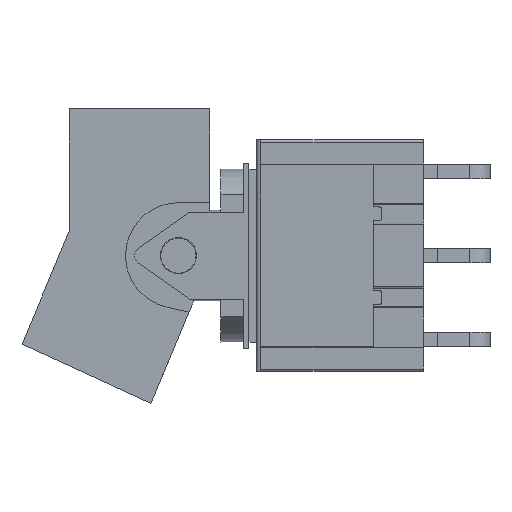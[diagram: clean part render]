
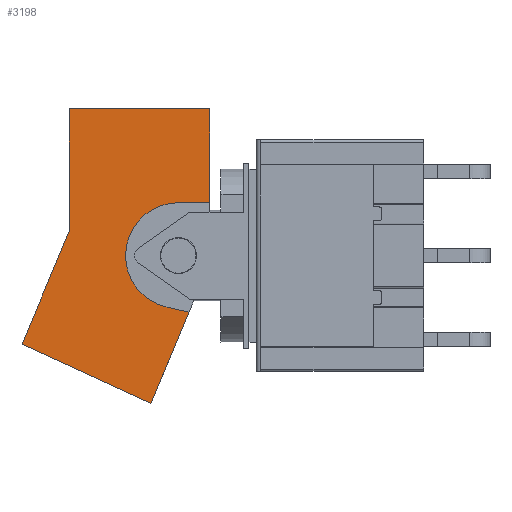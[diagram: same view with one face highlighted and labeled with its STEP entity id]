
A CAD part, left-side view. The second image highlights one B-rep face of the part: STEP entity #3198.
In plain terms, the highlighted planar face has unit normal (-1, 0, 0).
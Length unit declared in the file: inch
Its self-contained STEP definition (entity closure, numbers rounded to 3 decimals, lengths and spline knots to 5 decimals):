
#1370 = VERTEX_POINT( '', #3931 );
#1388 = EDGE_CURVE( '', #1370, #1646, #3949, .T. );
#1522 = EDGE_CURVE( '', #3128, #2904, #4095, .T. );
#1646 = VERTEX_POINT( '', #4231 );
#1680 = EDGE_CURVE( '', #1748, #1698, #4268, .T. );
#1698 = VERTEX_POINT( '', #4287 );
#1710 = EDGE_CURVE( '', #1920, #1370, #4299, .T. );
#1748 = VERTEX_POINT( '', #4340 );
#1920 = VERTEX_POINT( '', #4520 );
#2666 = EDGE_CURVE( '', #1920, #3514, #5341, .T. );
#2714 = VERTEX_POINT( '', #5391 );
#2904 = VERTEX_POINT( '', #5615 );
#3128 = VERTEX_POINT( '', #5861 );
#3198 = ADVANCED_FACE( '', ( #5935 ), #5936, .F. );
#3370 = EDGE_CURVE( '', #2714, #3128, #6123, .T. );
#3382 = EDGE_CURVE( '', #1646, #1698, #6136, .T. );
#3514 = VERTEX_POINT( '', #6288 );
#3676 = EDGE_CURVE( '', #3514, #2714, #6467, .T. );
#3832 = EDGE_CURVE( '', #2904, #1748, #6639, .T. );
#3931 = CARTESIAN_POINT( '', ( -0.1825, 0.20732, -0.11423 ) );
#3949 = CIRCLE( '', #6776, 0.117 );
#4095 = LINE( '', #6983, #6984 );
#4231 = CARTESIAN_POINT( '', ( -0.1825, 0.182, 0.117 ) );
#4268 = LINE( '', #7226, #7227 );
#4287 = CARTESIAN_POINT( '', ( -0.1825, 0.113, 0.117 ) );
#4299 = LINE( '', #7272, #7273 );
#4340 = CARTESIAN_POINT( '', ( -0.1825, 0.113, 0.32476 ) );
#4520 = CARTESIAN_POINT( '', ( -0.1825, 0.15888, -0.12497 ) );
#5341 = LINE( '', #8754, #8755 );
#5391 = CARTESIAN_POINT( '', ( -0.1825, 0.528, -0.19605 ) );
#5615 = CARTESIAN_POINT( '', ( -0.1825, 0.424, 0.32476 ) );
#5861 = CARTESIAN_POINT( '', ( -0.1825, 0.424, 0.05297 ) );
#5935 = FACE_OUTER_BOUND( '', #9560, .T. );
#5936 = PLANE( '', #9561 );
#6123 = LINE( '', #9820, #9821 );
#6136 = LINE( '', #9841, #9842 );
#6288 = CARTESIAN_POINT( '', ( -0.1825, 0.24305, -0.3265 ) );
#6467 = LINE( '', #10315, #10316 );
#6639 = LINE( '', #10555, #10556 );
#6776 = AXIS2_PLACEMENT_3D( '', #10618, #10619, #10620 );
#6983 = CARTESIAN_POINT( '', ( -0.1825, 0.424, 0.05297 ) );
#6984 = VECTOR( '', #10772, 1. );
#7226 = CARTESIAN_POINT( '', ( -0.1825, 0.113, 0.32476 ) );
#7227 = VECTOR( '', #10969, 1. );
#7272 = CARTESIAN_POINT( '', ( -0.1825, 0.16016, -0.12468 ) );
#7273 = VECTOR( '', #10998, 1. );
#8754 = CARTESIAN_POINT( '', ( -0.1825, 0.113, -0.0151 ) );
#8755 = VECTOR( '', #12057, 1. );
#9560 = EDGE_LOOP( '', ( #12744, #12745, #12746, #12747, #12748, #12749, #12750, #12751, #12752 ) );
#9561 = AXIS2_PLACEMENT_3D( '', #12753, #12754, #12755 );
#9820 = CARTESIAN_POINT( '', ( -0.1825, 0.528, -0.19605 ) );
#9821 = VECTOR( '', #12939, 1. );
#9841 = CARTESIAN_POINT( '', ( -0.1825, 0.182, 0.117 ) );
#9842 = VECTOR( '', #12979, 1. );
#10315 = CARTESIAN_POINT( '', ( -0.1825, 0.24305, -0.3265 ) );
#10316 = VECTOR( '', #13386, 1. );
#10555 = CARTESIAN_POINT( '', ( -0.1825, 0.424, 0.32476 ) );
#10556 = VECTOR( '', #13585, 1. );
#10618 = CARTESIAN_POINT( '', ( -0.1825, 0.182, 0. ) );
#10619 = DIRECTION( '', ( 1., 0., 0. ) );
#10620 = DIRECTION( '', ( 0., 0.216, -0.976 ) );
#10772 = DIRECTION( '', ( 0., 0., 1. ) );
#10969 = DIRECTION( '', ( 0., 0., -1. ) );
#10998 = DIRECTION( '', ( 0., 0.976, 0.216 ) );
#12057 = DIRECTION( '', ( 0., 0.385, -0.923 ) );
#12744 = ORIENTED_EDGE( '', *, *, #1710, .T. );
#12745 = ORIENTED_EDGE( '', *, *, #1388, .T. );
#12746 = ORIENTED_EDGE( '', *, *, #3382, .T. );
#12747 = ORIENTED_EDGE( '', *, *, #1680, .F. );
#12748 = ORIENTED_EDGE( '', *, *, #3832, .F. );
#12749 = ORIENTED_EDGE( '', *, *, #1522, .F. );
#12750 = ORIENTED_EDGE( '', *, *, #3370, .F. );
#12751 = ORIENTED_EDGE( '', *, *, #3676, .F. );
#12752 = ORIENTED_EDGE( '', *, *, #2666, .F. );
#12753 = CARTESIAN_POINT( '', ( -0.1825, 0.182, 0. ) );
#12754 = DIRECTION( '', ( 1., 0., 0. ) );
#12755 = DIRECTION( '', ( 0., 0., -1. ) );
#12939 = DIRECTION( '', ( 0., -0.385, 0.923 ) );
#12979 = DIRECTION( '', ( 0., -1., 0. ) );
#13386 = DIRECTION( '', ( 0., 0.909, 0.416 ) );
#13585 = DIRECTION( '', ( 0., -1., 0. ) );
